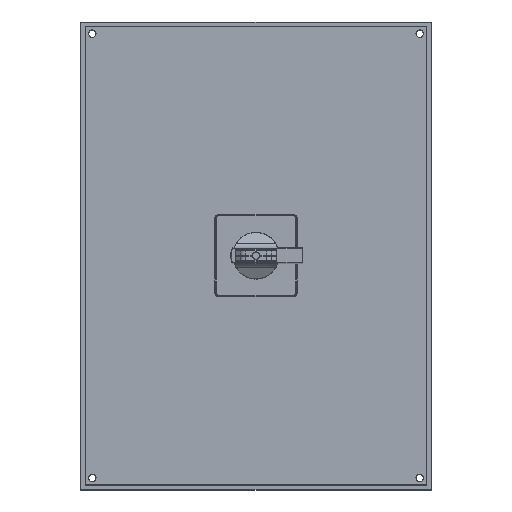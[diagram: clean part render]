
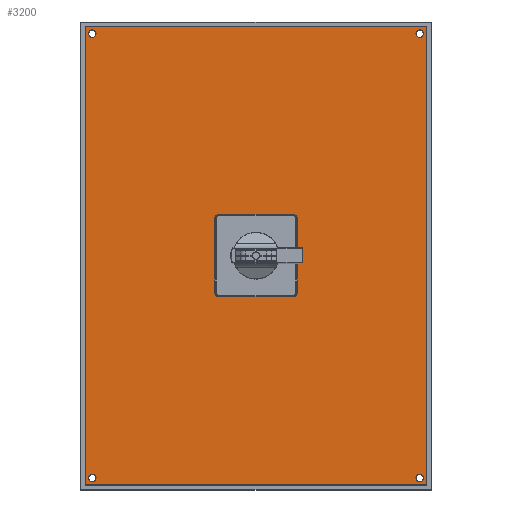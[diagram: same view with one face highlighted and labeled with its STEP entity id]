
A CAD part, top view. The second image highlights one B-rep face of the part: STEP entity #3200.
In plain terms, the highlighted planar face has unit normal (0, 0, 1).
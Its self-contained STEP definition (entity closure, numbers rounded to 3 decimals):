
#69=CIRCLE('',#3405,4.);
#71=CIRCLE('',#3408,4.);
#73=CIRCLE('',#3411,4.);
#75=CIRCLE('',#3414,4.);
#76=CIRCLE('',#3422,4.);
#77=CIRCLE('',#3423,4.);
#78=CIRCLE('',#3424,4.);
#79=CIRCLE('',#3425,4.);
#459=ORIENTED_EDGE('',*,*,#1291,.F.);
#460=ORIENTED_EDGE('',*,*,#1292,.F.);
#461=ORIENTED_EDGE('',*,*,#1293,.F.);
#462=ORIENTED_EDGE('',*,*,#1294,.F.);
#463=ORIENTED_EDGE('',*,*,#1295,.F.);
#464=ORIENTED_EDGE('',*,*,#1296,.F.);
#465=ORIENTED_EDGE('',*,*,#1297,.F.);
#466=ORIENTED_EDGE('',*,*,#1298,.F.);
#467=ORIENTED_EDGE('',*,*,#1257,.F.);
#468=ORIENTED_EDGE('',*,*,#1255,.F.);
#469=ORIENTED_EDGE('',*,*,#1253,.F.);
#470=ORIENTED_EDGE('',*,*,#1251,.F.);
#471=ORIENTED_EDGE('',*,*,#1284,.T.);
#472=ORIENTED_EDGE('',*,*,#1287,.T.);
#473=ORIENTED_EDGE('',*,*,#1289,.T.);
#474=ORIENTED_EDGE('',*,*,#1290,.T.);
#1251=EDGE_CURVE('',#1676,#1676,#69,.T.);
#1253=EDGE_CURVE('',#1678,#1678,#71,.T.);
#1255=EDGE_CURVE('',#1680,#1680,#73,.T.);
#1257=EDGE_CURVE('',#1682,#1682,#75,.T.);
#1284=EDGE_CURVE('',#1708,#1707,#2016,.T.);
#1287=EDGE_CURVE('',#1707,#1709,#2019,.T.);
#1289=EDGE_CURVE('',#1709,#1710,#2021,.T.);
#1290=EDGE_CURVE('',#1710,#1708,#2022,.T.);
#1291=EDGE_CURVE('',#1711,#1712,#76,.T.);
#1292=EDGE_CURVE('',#1713,#1711,#2023,.T.);
#1293=EDGE_CURVE('',#1714,#1713,#77,.T.);
#1294=EDGE_CURVE('',#1715,#1714,#2024,.T.);
#1295=EDGE_CURVE('',#1716,#1715,#78,.T.);
#1296=EDGE_CURVE('',#1717,#1716,#2025,.T.);
#1297=EDGE_CURVE('',#1718,#1717,#79,.T.);
#1298=EDGE_CURVE('',#1712,#1718,#2026,.T.);
#1676=VERTEX_POINT('',#4869);
#1678=VERTEX_POINT('',#4874);
#1680=VERTEX_POINT('',#4879);
#1682=VERTEX_POINT('',#4884);
#1707=VERTEX_POINT('',#4938);
#1708=VERTEX_POINT('',#4940);
#1709=VERTEX_POINT('',#4944);
#1710=VERTEX_POINT('',#4948);
#1711=VERTEX_POINT('',#4954);
#1712=VERTEX_POINT('',#4955);
#1713=VERTEX_POINT('',#4957);
#1714=VERTEX_POINT('',#4959);
#1715=VERTEX_POINT('',#4961);
#1716=VERTEX_POINT('',#4963);
#1717=VERTEX_POINT('',#4965);
#1718=VERTEX_POINT('',#4967);
#2016=LINE('',#4939,#2410);
#2019=LINE('',#4945,#2413);
#2021=LINE('',#4949,#2415);
#2022=LINE('',#4951,#2416);
#2023=LINE('',#4956,#2417);
#2024=LINE('',#4960,#2418);
#2025=LINE('',#4964,#2419);
#2026=LINE('',#4968,#2420);
#2410=VECTOR('',#3926,1000.);
#2413=VECTOR('',#3931,1000.);
#2415=VECTOR('',#3935,1000.);
#2416=VECTOR('',#3938,1000.);
#2417=VECTOR('',#3943,1000.);
#2418=VECTOR('',#3946,1000.);
#2419=VECTOR('',#3949,1000.);
#2420=VECTOR('',#3952,1000.);
#2678=EDGE_LOOP('',(#459,#460,#461,#462,#463,#464,#465,#466));
#2679=EDGE_LOOP('',(#467));
#2680=EDGE_LOOP('',(#468));
#2681=EDGE_LOOP('',(#469));
#2682=EDGE_LOOP('',(#470));
#2683=EDGE_LOOP('',(#471,#472,#473,#474));
#2876=FACE_BOUND('',#2678,.T.);
#2877=FACE_BOUND('',#2679,.T.);
#2878=FACE_BOUND('',#2680,.T.);
#2879=FACE_BOUND('',#2681,.T.);
#2880=FACE_BOUND('',#2682,.T.);
#2881=FACE_BOUND('',#2683,.T.);
#3045=PLANE('',#3421);
#3200=ADVANCED_FACE('',(#2876,#2877,#2878,#2879,#2880,#2881),#3045,.T.);
#3405=AXIS2_PLACEMENT_3D('',#4868,#3874,#3875);
#3408=AXIS2_PLACEMENT_3D('',#4873,#3880,#3881);
#3411=AXIS2_PLACEMENT_3D('',#4878,#3886,#3887);
#3414=AXIS2_PLACEMENT_3D('',#4883,#3892,#3893);
#3421=AXIS2_PLACEMENT_3D('',#4952,#3939,#3940);
#3422=AXIS2_PLACEMENT_3D('',#4953,#3941,#3942);
#3423=AXIS2_PLACEMENT_3D('',#4958,#3944,#3945);
#3424=AXIS2_PLACEMENT_3D('',#4962,#3947,#3948);
#3425=AXIS2_PLACEMENT_3D('',#4966,#3950,#3951);
#3874=DIRECTION('',(0.,0.,1.));
#3875=DIRECTION('',(1.,0.,0.));
#3880=DIRECTION('',(0.,0.,1.));
#3881=DIRECTION('',(1.,0.,0.));
#3886=DIRECTION('',(0.,0.,1.));
#3887=DIRECTION('',(1.,0.,0.));
#3892=DIRECTION('',(0.,0.,1.));
#3893=DIRECTION('',(1.,0.,0.));
#3926=DIRECTION('',(-1.,0.,0.));
#3931=DIRECTION('',(0.,-1.,0.));
#3935=DIRECTION('',(1.,0.,0.));
#3938=DIRECTION('',(0.,1.,0.));
#3939=DIRECTION('',(0.,0.,1.));
#3940=DIRECTION('',(1.,0.,0.));
#3941=DIRECTION('',(0.,0.,1.));
#3942=DIRECTION('',(1.,0.,0.));
#3943=DIRECTION('',(0.,-1.,0.));
#3944=DIRECTION('',(0.,0.,1.));
#3945=DIRECTION('',(1.,0.,0.));
#3946=DIRECTION('',(-1.,0.,0.));
#3947=DIRECTION('',(0.,0.,1.));
#3948=DIRECTION('',(1.,0.,0.));
#3949=DIRECTION('',(0.,1.,0.));
#3950=DIRECTION('',(0.,0.,1.));
#3951=DIRECTION('',(1.,0.,0.));
#3952=DIRECTION('',(1.,0.,0.));
#4868=CARTESIAN_POINT('',(362.5,12.5,225.));
#4869=CARTESIAN_POINT('',(366.5,12.5,225.));
#4873=CARTESIAN_POINT('',(362.5,487.5,225.));
#4874=CARTESIAN_POINT('',(366.5,487.5,225.));
#4878=CARTESIAN_POINT('',(12.5,12.5,225.));
#4879=CARTESIAN_POINT('',(16.5,12.5,225.));
#4883=CARTESIAN_POINT('',(12.5,487.5,225.));
#4884=CARTESIAN_POINT('',(16.5,487.5,225.));
#4938=CARTESIAN_POINT('',(5.,495.,225.));
#4939=CARTESIAN_POINT('',(370.,495.,225.));
#4940=CARTESIAN_POINT('',(370.,495.,225.));
#4944=CARTESIAN_POINT('',(5.,5.,225.));
#4945=CARTESIAN_POINT('',(5.,495.,225.));
#4948=CARTESIAN_POINT('',(370.,5.,225.));
#4949=CARTESIAN_POINT('',(5.,5.,225.));
#4951=CARTESIAN_POINT('',(370.,5.,225.));
#4952=CARTESIAN_POINT('',(0.,0.,225.));
#4953=CARTESIAN_POINT('',(147.5,210.,225.));
#4954=CARTESIAN_POINT('',(143.5,210.,225.));
#4955=CARTESIAN_POINT('',(147.5,206.,225.));
#4956=CARTESIAN_POINT('',(143.5,290.,225.));
#4957=CARTESIAN_POINT('',(143.5,290.,225.));
#4958=CARTESIAN_POINT('',(147.5,290.,225.));
#4959=CARTESIAN_POINT('',(147.5,294.,225.));
#4960=CARTESIAN_POINT('',(227.5,294.,225.));
#4961=CARTESIAN_POINT('',(227.5,294.,225.));
#4962=CARTESIAN_POINT('',(227.5,290.,225.));
#4963=CARTESIAN_POINT('',(231.5,290.,225.));
#4964=CARTESIAN_POINT('',(231.5,210.,225.));
#4965=CARTESIAN_POINT('',(231.5,210.,225.));
#4966=CARTESIAN_POINT('',(227.5,210.,225.));
#4967=CARTESIAN_POINT('',(227.5,206.,225.));
#4968=CARTESIAN_POINT('',(147.5,206.,225.));
